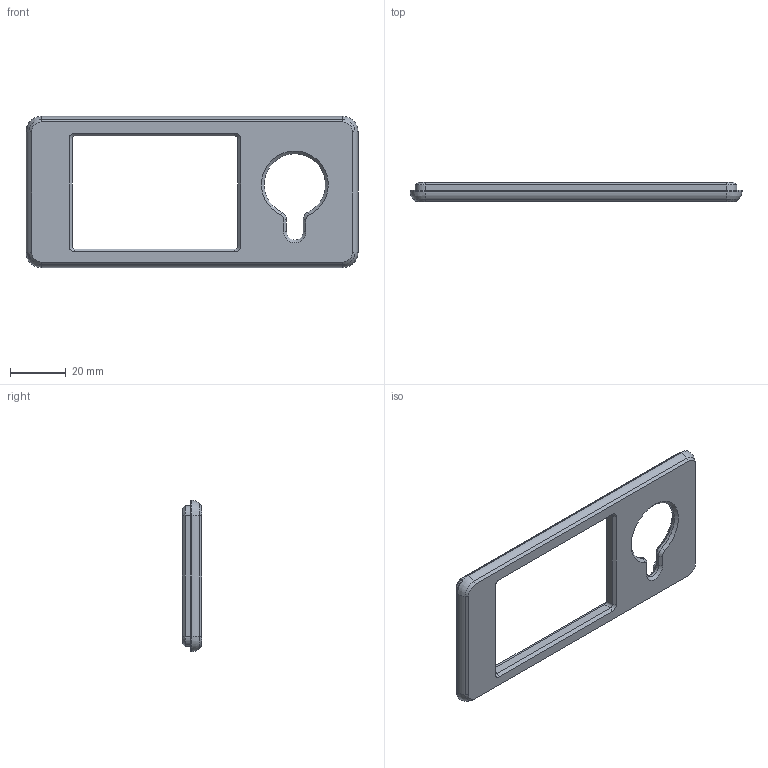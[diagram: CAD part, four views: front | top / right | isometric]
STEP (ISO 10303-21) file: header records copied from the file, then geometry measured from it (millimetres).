
FILE_DESCRIPTION(/* description */ (''),/* implementation_level */ '2;1');
FILE_NAME(/* name */ 'lcd_case_fron_mini12864.step',/* time_stamp */ '2021-07-10T11:59:01-07:00',/* author */ (''),/* organization */ (''),/* preprocessor_version */ 'ST-DEVELOPER v18.1',/* originating_system */ 'Autodesk Translation Framework v10.9.0.1377',/* authorisation */ '');
FILE_SCHEMA (('AUTOMOTIVE_DESIGN { 1 0 10303 214 3 1 1 }'));
Length unit declared in the file: millimetre
Products named in the file (1): Voron Switchwire LCD Case Front Mini12864
Bounding box: 119 x 7 x 54.2 mm (x, y, z)
Volume: 15670.2 mm3; surface area: 10975.3 mm2
Topology: 1 solids, 1 shells, 110 faces, 262 edges, 160 vertices
Faces by surface type: plane 46, cylinder 40, cone 20, bspline 4
Full cylindrical faces by diameter (mm): 2.9 x4
Entity records: 3222 total; most frequent: DIRECTION 580, CARTESIAN_POINT 565, ORIENTED_EDGE 524, EDGE_CURVE 262, AXIS2_PLACEMENT_3D 211, VERTEX_POINT 160, LINE 158, VECTOR 158
